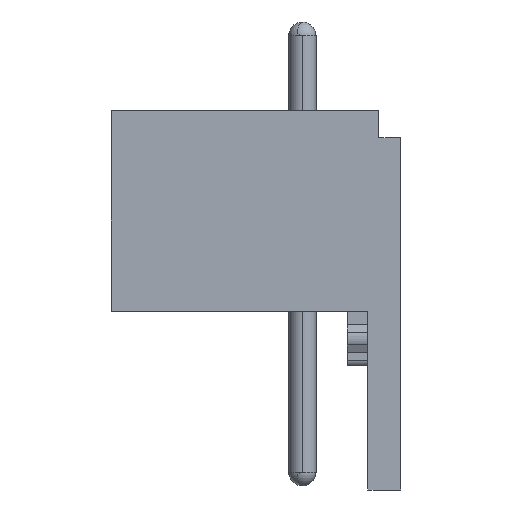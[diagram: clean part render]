
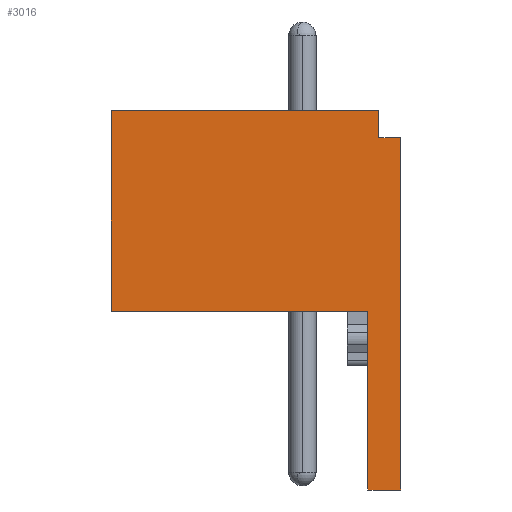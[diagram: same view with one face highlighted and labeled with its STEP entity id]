
A CAD part, front view. The second image highlights one B-rep face of the part: STEP entity #3016.
In plain terms, the highlighted planar face has unit normal (0, -1, 0).
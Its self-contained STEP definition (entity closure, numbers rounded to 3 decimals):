
#1=DIRECTION('',(1.,0.,0.));
#2=VECTOR('',#1,9.8);
#3=CARTESIAN_POINT('',(0.,0.,0.));
#4=LINE('',#3,#2);
#5=DIRECTION('',(0.,0.,-1.));
#6=VECTOR('',#5,1.);
#7=CARTESIAN_POINT('',(9.8,0.,0.));
#8=LINE('',#7,#6);
#9=DIRECTION('',(1.,0.,0.));
#10=VECTOR('',#9,0.8);
#11=CARTESIAN_POINT('',(9.8,0.,-1.));
#12=LINE('',#11,#10);
#13=DIRECTION('',(0.,0.,-1.));
#14=VECTOR('',#13,12.9);
#15=CARTESIAN_POINT('',(10.6,0.,-1.));
#16=LINE('',#15,#14);
#17=DIRECTION('',(-1.,0.,0.));
#18=VECTOR('',#17,1.2);
#19=CARTESIAN_POINT('',(10.6,0.,-13.9));
#20=LINE('',#19,#18);
#21=DIRECTION('',(0.,0.,1.));
#22=VECTOR('',#21,6.55);
#23=CARTESIAN_POINT('',(9.4,0.,-13.9));
#24=LINE('',#23,#22);
#25=DIRECTION('',(-1.,0.,0.));
#26=VECTOR('',#25,9.4);
#27=CARTESIAN_POINT('',(9.4,0.,-7.35));
#28=LINE('',#27,#26);
#29=DIRECTION('',(0.,0.,1.));
#30=VECTOR('',#29,7.35);
#31=CARTESIAN_POINT('',(0.,0.,-7.35));
#32=LINE('',#31,#30);
#2489=CARTESIAN_POINT('',(0.,0.,0.));
#2490=CARTESIAN_POINT('',(9.8,0.,0.));
#2491=VERTEX_POINT('',#2489);
#2492=VERTEX_POINT('',#2490);
#2493=CARTESIAN_POINT('',(9.8,0.,-1.));
#2494=VERTEX_POINT('',#2493);
#2495=CARTESIAN_POINT('',(10.6,0.,-1.));
#2496=VERTEX_POINT('',#2495);
#2497=CARTESIAN_POINT('',(10.6,0.,-13.9));
#2498=VERTEX_POINT('',#2497);
#2499=CARTESIAN_POINT('',(9.4,0.,-13.9));
#2500=VERTEX_POINT('',#2499);
#2501=CARTESIAN_POINT('',(9.4,0.,-7.35));
#2502=VERTEX_POINT('',#2501);
#2503=CARTESIAN_POINT('',(0.,0.,-7.35));
#2504=VERTEX_POINT('',#2503);
#2993=CARTESIAN_POINT('',(0.,0.,0.));
#2994=DIRECTION('',(0.,1.,0.));
#2995=DIRECTION('',(1.,0.,0.));
#2996=AXIS2_PLACEMENT_3D('',#2993,#2994,#2995);
#2997=PLANE('',#2996);
#2999=ORIENTED_EDGE('',*,*,#2998,.T.);
#3001=ORIENTED_EDGE('',*,*,#3000,.T.);
#3003=ORIENTED_EDGE('',*,*,#3002,.T.);
#3005=ORIENTED_EDGE('',*,*,#3004,.T.);
#3007=ORIENTED_EDGE('',*,*,#3006,.T.);
#3009=ORIENTED_EDGE('',*,*,#3008,.T.);
#3011=ORIENTED_EDGE('',*,*,#3010,.T.);
#3013=ORIENTED_EDGE('',*,*,#3012,.T.);
#3014=EDGE_LOOP('',(#2999,#3001,#3003,#3005,#3007,#3009,#3011,#3013));
#3015=FACE_OUTER_BOUND('',#3014,.F.);
#3016=ADVANCED_FACE('',(#3015),#2997,.F.);
#2998=EDGE_CURVE('',#2491,#2492,#4,.T.);
#3000=EDGE_CURVE('',#2492,#2494,#8,.T.);
#3002=EDGE_CURVE('',#2494,#2496,#12,.T.);
#3004=EDGE_CURVE('',#2496,#2498,#16,.T.);
#3006=EDGE_CURVE('',#2498,#2500,#20,.T.);
#3008=EDGE_CURVE('',#2500,#2502,#24,.T.);
#3010=EDGE_CURVE('',#2502,#2504,#28,.T.);
#3012=EDGE_CURVE('',#2504,#2491,#32,.T.);
